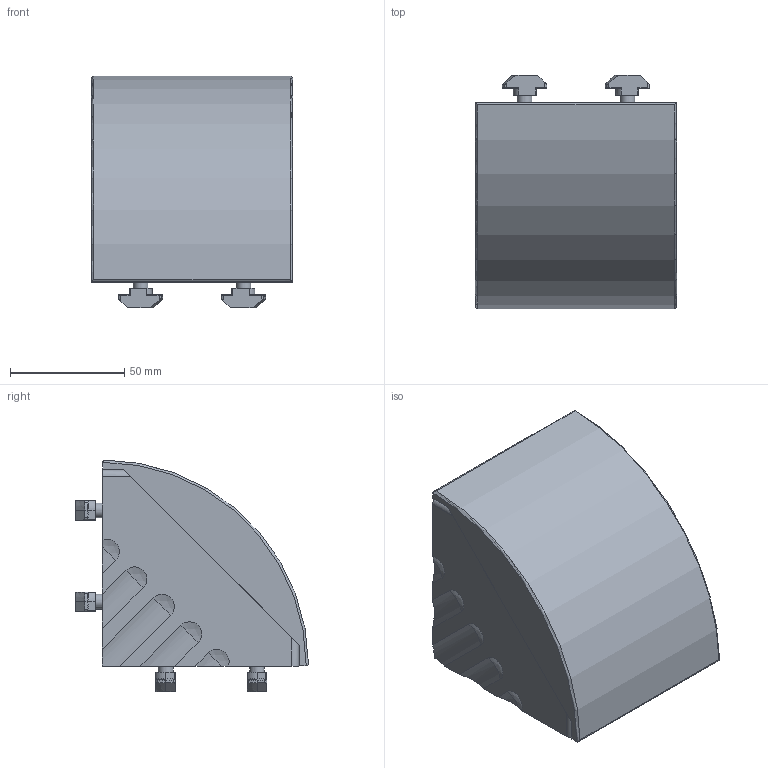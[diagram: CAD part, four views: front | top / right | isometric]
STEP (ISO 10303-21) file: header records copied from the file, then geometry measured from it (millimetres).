
FILE_DESCRIPTION(/* description */ (''),/* implementation_level */ '2;1');
FILE_NAME(/* name */ '123134',/* time_stamp */ '2014-10-06T13:08:42+02:00',/* author */ (''),/* organization */ (''),/* preprocessor_version */ 'ST-DEVELOPER v14',/* originating_system */ 'HiCAD 2013 1802.4 Build 509',/* authorisation */ '');
FILE_SCHEMA (('AUTOMOTIVE_DESIGN { 1 0 10303 214 1 1 1 1 }'));
Length unit declared in the file: millimetre
Products named in the file (19): Root; 123134HOEKSTUK  90X90 LUXURYBOIKON; 123135AFDEKKAP HOEKSTUK 90X90 LUXURYBOIKON; 122000Flensmoer M8BOIKON; 120210Hamerkopbout M8x25BOIKON
Assembly tree (18 placements, depth 3):
  Root
    123134HOEKSTUK  90X90 LUXURYBOIKON
      123135AFDEKKAP HOEKSTUK 90X90 LUXURYBOIKON
      122000Flensmoer M8BOIKON
      122000Flensmoer M8BOIKON
      122000Flensmoer M8BOIKON
      122000Flensmoer M8BOIKON
      120210Hamerkopbout M8x25BOIKON
      120210Hamerkopbout M8x25BOIKON
      120210Hamerkopbout M8x25BOIKON
      120210Hamerkopbout M8x25BOIKON
      122000Flensmoer M8BOIKON
      122000Flensmoer M8BOIKON
      122000Flensmoer M8BOIKON
      122000Flensmoer M8BOIKON
      120210Hamerkopbout M8x25BOIKON
      120210Hamerkopbout M8x25BOIKON
      120210Hamerkopbout M8x25BOIKON
      120210Hamerkopbout M8x25BOIKON
Bounding box: 88 x 101.96 x 101.46 mm (x, y, z)
Volume: 241975.5 mm3; surface area: 95593.9 mm2
Topology: 18 solids, 18 shells, 763 faces, 2042 edges, 1357 vertices
Faces by surface type: plane 541, cylinder 122, cone 80, sphere 18, torus 2
Full cylindrical faces by diameter (mm): 6.466 x8, 8 x8, 21 x8
Entity records: 43927 total; most frequent: CARTESIAN_POINT 4690, DIRECTION 4374, PRESENTATION_STYLE_ASSIGNMENT 3958, DRAUGHTING_PRE_DEFINED_CURVE_FONT 3940, CURVE_STYLE 3940, OVER_RIDING_STYLED_ITEM 3940, ORIENTED_EDGE 3940, COLOUR_RGB 3597
